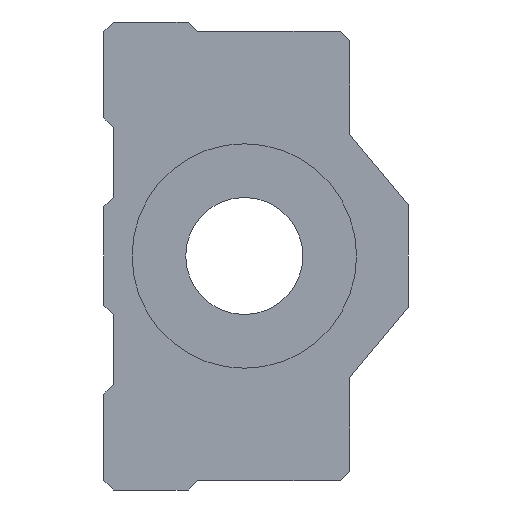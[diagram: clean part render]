
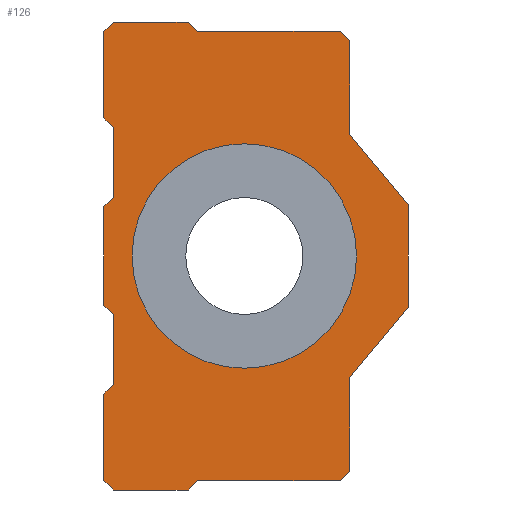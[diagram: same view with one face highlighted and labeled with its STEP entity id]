
A CAD part, left-side view. The second image highlights one B-rep face of the part: STEP entity #126.
In plain terms, the highlighted planar face has unit normal (-1, 0, 0).
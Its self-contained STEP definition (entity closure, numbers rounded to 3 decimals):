
#126=ADVANCED_FACE('',(#273,#274),#275,.F.);
#273=FACE_BOUND('',#439,.T.);
#274=FACE_OUTER_BOUND('',#440,.T.);
#275=PLANE('',#441);
#439=EDGE_LOOP('',(#815,#816));
#440=EDGE_LOOP('',(#817,#818,#819,#820,#821,#822,#823,#824,#825,#826,#827,#828,#829,#830,#831,#832,#833,#834,#835,#836,#837,#838,#839,#840));
#441=AXIS2_PLACEMENT_3D('',#841,#842,#843);
#815=ORIENTED_EDGE('',*,*,#1228,.T.);
#816=ORIENTED_EDGE('',*,*,#1229,.T.);
#817=ORIENTED_EDGE('',*,*,#1093,.F.);
#818=ORIENTED_EDGE('',*,*,#1127,.F.);
#819=ORIENTED_EDGE('',*,*,#1131,.F.);
#820=ORIENTED_EDGE('',*,*,#1135,.F.);
#821=ORIENTED_EDGE('',*,*,#1139,.F.);
#822=ORIENTED_EDGE('',*,*,#1143,.F.);
#823=ORIENTED_EDGE('',*,*,#1147,.F.);
#824=ORIENTED_EDGE('',*,*,#1155,.F.);
#825=ORIENTED_EDGE('',*,*,#1159,.F.);
#826=ORIENTED_EDGE('',*,*,#1163,.F.);
#827=ORIENTED_EDGE('',*,*,#1167,.F.);
#828=ORIENTED_EDGE('',*,*,#1175,.F.);
#829=ORIENTED_EDGE('',*,*,#1179,.F.);
#830=ORIENTED_EDGE('',*,*,#1183,.F.);
#831=ORIENTED_EDGE('',*,*,#1187,.F.);
#832=ORIENTED_EDGE('',*,*,#1191,.T.);
#833=ORIENTED_EDGE('',*,*,#1195,.T.);
#834=ORIENTED_EDGE('',*,*,#1200,.F.);
#835=ORIENTED_EDGE('',*,*,#1106,.F.);
#836=ORIENTED_EDGE('',*,*,#1208,.F.);
#837=ORIENTED_EDGE('',*,*,#1212,.F.);
#838=ORIENTED_EDGE('',*,*,#1216,.F.);
#839=ORIENTED_EDGE('',*,*,#1220,.F.);
#840=ORIENTED_EDGE('',*,*,#1223,.F.);
#841=CARTESIAN_POINT('',(-17.5,0.696,0.));
#842=DIRECTION('',(1.0,0.0,0.));
#843=DIRECTION('',(0.,0.0,-1.0));
#1093=EDGE_CURVE('',#1378,#1380,#1381,.T.);
#1106=EDGE_CURVE('',#1403,#1405,#1406,.T.);
#1127=EDGE_CURVE('',#1439,#1378,#1441,.T.);
#1131=EDGE_CURVE('',#1445,#1439,#1447,.T.);
#1135=EDGE_CURVE('',#1451,#1445,#1453,.T.);
#1139=EDGE_CURVE('',#1457,#1451,#1459,.T.);
#1143=EDGE_CURVE('',#1463,#1457,#1465,.T.);
#1147=EDGE_CURVE('',#1469,#1463,#1471,.T.);
#1155=EDGE_CURVE('',#1483,#1469,#1485,.T.);
#1159=EDGE_CURVE('',#1489,#1483,#1491,.T.);
#1163=EDGE_CURVE('',#1495,#1489,#1497,.T.);
#1167=EDGE_CURVE('',#1501,#1495,#1503,.T.);
#1175=EDGE_CURVE('',#1515,#1501,#1517,.T.);
#1179=EDGE_CURVE('',#1521,#1515,#1523,.T.);
#1183=EDGE_CURVE('',#1527,#1521,#1529,.T.);
#1187=EDGE_CURVE('',#1533,#1527,#1535,.T.);
#1191=EDGE_CURVE('',#1533,#1539,#1541,.T.);
#1195=EDGE_CURVE('',#1539,#1545,#1547,.T.);
#1200=EDGE_CURVE('',#1405,#1545,#1554,.T.);
#1208=EDGE_CURVE('',#1564,#1403,#1566,.T.);
#1212=EDGE_CURVE('',#1570,#1564,#1572,.T.);
#1216=EDGE_CURVE('',#1576,#1570,#1578,.T.);
#1220=EDGE_CURVE('',#1582,#1576,#1584,.T.);
#1223=EDGE_CURVE('',#1380,#1582,#1587,.T.);
#1228=EDGE_CURVE('',#1594,#1595,#1596,.T.);
#1229=EDGE_CURVE('',#1595,#1594,#1597,.T.);
#1378=VERTEX_POINT('',#1956);
#1380=VERTEX_POINT('',#1959);
#1381=LINE('',#1960,#1961);
#1403=VERTEX_POINT('',#1996);
#1405=VERTEX_POINT('',#1999);
#1406=LINE('',#2000,#2001);
#1439=VERTEX_POINT('',#2036);
#1441=LINE('',#2039,#2040);
#1445=VERTEX_POINT('',#2045);
#1447=LINE('',#2048,#2049);
#1451=VERTEX_POINT('',#2054);
#1453=LINE('',#2057,#2058);
#1457=VERTEX_POINT('',#2063);
#1459=LINE('',#2066,#2067);
#1463=VERTEX_POINT('',#2072);
#1465=LINE('',#2075,#2076);
#1469=VERTEX_POINT('',#2081);
#1471=LINE('',#2084,#2085);
#1483=VERTEX_POINT('',#2098);
#1485=LINE('',#2101,#2102);
#1489=VERTEX_POINT('',#2107);
#1491=LINE('',#2110,#2111);
#1495=VERTEX_POINT('',#2116);
#1497=LINE('',#2119,#2120);
#1501=VERTEX_POINT('',#2125);
#1503=LINE('',#2128,#2129);
#1515=VERTEX_POINT('',#2142);
#1517=LINE('',#2145,#2146);
#1521=VERTEX_POINT('',#2151);
#1523=LINE('',#2154,#2155);
#1527=VERTEX_POINT('',#2160);
#1529=LINE('',#2163,#2164);
#1533=VERTEX_POINT('',#2169);
#1535=LINE('',#2172,#2173);
#1539=VERTEX_POINT('',#2178);
#1541=LINE('',#2181,#2182);
#1545=VERTEX_POINT('',#2187);
#1547=LINE('',#2190,#2191);
#1554=LINE('',#2198,#2199);
#1564=VERTEX_POINT('',#2211);
#1566=LINE('',#2214,#2215);
#1570=VERTEX_POINT('',#2220);
#1572=LINE('',#2223,#2224);
#1576=VERTEX_POINT('',#2229);
#1578=LINE('',#2232,#2233);
#1582=VERTEX_POINT('',#2238);
#1584=LINE('',#2241,#2242);
#1587=LINE('',#2246,#2247);
#1594=VERTEX_POINT('',#2254);
#1595=VERTEX_POINT('',#2255);
#1596=CIRCLE('',#2256,9.595);
#1597=CIRCLE('',#2257,9.595);
#1956=CARTESIAN_POINT('',(-17.5,12.0,-11.8));
#1959=CARTESIAN_POINT('',(-17.5,11.2,-11.0));
#1960=CARTESIAN_POINT('',(-17.5,12.0,-11.8));
#1961=VECTOR('',#2439,1.0);
#1996=CARTESIAN_POINT('',(-17.5,11.2,11.0));
#1999=CARTESIAN_POINT('',(-17.5,12.0,11.8));
#2000=CARTESIAN_POINT('',(-17.5,11.2,11.0));
#2001=VECTOR('',#2448,1.0);
#2036=CARTESIAN_POINT('',(-17.5,12.0,-19.2));
#2039=CARTESIAN_POINT('',(-17.5,12.0,-19.2));
#2040=VECTOR('',#2494,1.0);
#2045=CARTESIAN_POINT('',(-17.5,11.2,-20.0));
#2048=CARTESIAN_POINT('',(-17.5,11.2,-20.0));
#2049=VECTOR('',#2497,1.0);
#2054=CARTESIAN_POINT('',(-17.5,4.8,-20.0));
#2057=CARTESIAN_POINT('',(-17.5,4.8,-20.0));
#2058=VECTOR('',#2500,1.0);
#2063=CARTESIAN_POINT('',(-17.5,4.0,-19.2));
#2066=CARTESIAN_POINT('',(-17.5,4.0,-19.2));
#2067=VECTOR('',#2503,1.0);
#2072=CARTESIAN_POINT('',(-17.5,-8.2,-19.2));
#2075=CARTESIAN_POINT('',(-17.5,-8.2,-19.2));
#2076=VECTOR('',#2506,1.0);
#2081=CARTESIAN_POINT('',(-17.5,-9.0,-18.4));
#2084=CARTESIAN_POINT('',(-17.5,-9.0,-18.4));
#2085=VECTOR('',#2509,1.0);
#2098=CARTESIAN_POINT('',(-17.5,-9.0,-10.4));
#2101=CARTESIAN_POINT('',(-17.5,-9.0,-10.4));
#2102=VECTOR('',#2524,1.0);
#2107=CARTESIAN_POINT('',(-17.5,-14.0,-4.4));
#2110=CARTESIAN_POINT('',(-17.5,-14.0,-4.4));
#2111=VECTOR('',#2527,1.0);
#2116=CARTESIAN_POINT('',(-17.5,-14.0,4.4));
#2119=CARTESIAN_POINT('',(-17.5,-14.0,4.4));
#2120=VECTOR('',#2530,1.0);
#2125=CARTESIAN_POINT('',(-17.5,-9.0,10.4));
#2128=CARTESIAN_POINT('',(-17.5,-9.0,10.4));
#2129=VECTOR('',#2533,1.);
#2142=CARTESIAN_POINT('',(-17.5,-9.0,18.4));
#2145=CARTESIAN_POINT('',(-17.5,-9.0,18.4));
#2146=VECTOR('',#2548,1.0);
#2151=CARTESIAN_POINT('',(-17.5,-8.2,19.2));
#2154=CARTESIAN_POINT('',(-17.5,-8.2,19.2));
#2155=VECTOR('',#2551,1.0);
#2160=CARTESIAN_POINT('',(-17.5,4.0,19.2));
#2163=CARTESIAN_POINT('',(-17.5,4.0,19.2));
#2164=VECTOR('',#2554,1.0);
#2169=CARTESIAN_POINT('',(-17.5,4.8,20.0));
#2172=CARTESIAN_POINT('',(-17.5,4.8,20.0));
#2173=VECTOR('',#2557,1.0);
#2178=CARTESIAN_POINT('',(-17.5,11.2,20.0));
#2181=CARTESIAN_POINT('',(-17.5,4.8,20.0));
#2182=VECTOR('',#2560,1.0);
#2187=CARTESIAN_POINT('',(-17.5,12.0,19.2));
#2190=CARTESIAN_POINT('',(-17.5,11.2,20.0));
#2191=VECTOR('',#2563,1.0);
#2198=CARTESIAN_POINT('',(-17.5,12.0,11.8));
#2199=VECTOR('',#2573,1.0);
#2211=CARTESIAN_POINT('',(-17.5,11.2,5.0));
#2214=CARTESIAN_POINT('',(-17.5,11.2,5.0));
#2215=VECTOR('',#2586,1.0);
#2220=CARTESIAN_POINT('',(-17.5,12.0,4.2));
#2223=CARTESIAN_POINT('',(-17.5,12.0,4.2));
#2224=VECTOR('',#2589,1.0);
#2229=CARTESIAN_POINT('',(-17.5,12.0,-4.2));
#2232=CARTESIAN_POINT('',(-17.5,12.0,-4.2));
#2233=VECTOR('',#2592,1.0);
#2238=CARTESIAN_POINT('',(-17.5,11.2,-5.0));
#2241=CARTESIAN_POINT('',(-17.5,11.2,-5.0));
#2242=VECTOR('',#2595,1.0);
#2246=CARTESIAN_POINT('',(-17.5,11.2,-11.0));
#2247=VECTOR('',#2597,1.0);
#2254=CARTESIAN_POINT('',(-17.5,0.,9.595));
#2255=CARTESIAN_POINT('',(-17.5,0.,-9.595));
#2256=AXIS2_PLACEMENT_3D('',#2604,#2605,#2606);
#2257=AXIS2_PLACEMENT_3D('',#2607,#2608,#2609);
#2439=DIRECTION('',(0.,-0.707,0.707));
#2448=DIRECTION('',(0.,0.707,0.707));
#2494=DIRECTION('',(0.,0.,1.0));
#2497=DIRECTION('',(0.,0.707,0.707));
#2500=DIRECTION('',(0.0,1.0,0.0));
#2503=DIRECTION('',(0.,0.707,-0.707));
#2506=DIRECTION('',(0.0,1.0,0.0));
#2509=DIRECTION('',(0.,0.707,-0.707));
#2524=DIRECTION('',(0.,0.0,-1.0));
#2527=DIRECTION('',(0.,0.64,-0.768));
#2530=DIRECTION('',(0.,0.0,-1.0));
#2533=DIRECTION('',(0.,-0.64,-0.768));
#2548=DIRECTION('',(0.,0.0,-1.0));
#2551=DIRECTION('',(0.,-0.707,-0.707));
#2554=DIRECTION('',(0.,-1.0,0.));
#2557=DIRECTION('',(0.,-0.707,-0.707));
#2560=DIRECTION('',(0.0,1.0,0.0));
#2563=DIRECTION('',(0.,0.707,-0.707));
#2573=DIRECTION('',(0.,0.,1.0));
#2586=DIRECTION('',(0.,0.0,1.0));
#2589=DIRECTION('',(0.,-0.707,0.707));
#2592=DIRECTION('',(0.,0.0,1.0));
#2595=DIRECTION('',(0.,0.707,0.707));
#2597=DIRECTION('',(0.,0.0,1.0));
#2604=CARTESIAN_POINT('',(-17.5,0.0,0.0));
#2605=DIRECTION('',(1.0,0.0,0.));
#2606=DIRECTION('',(0.,0.0,-1.0));
#2607=CARTESIAN_POINT('',(-17.5,0.0,0.0));
#2608=DIRECTION('',(1.0,0.0,0.));
#2609=DIRECTION('',(0.,0.0,-1.0));
